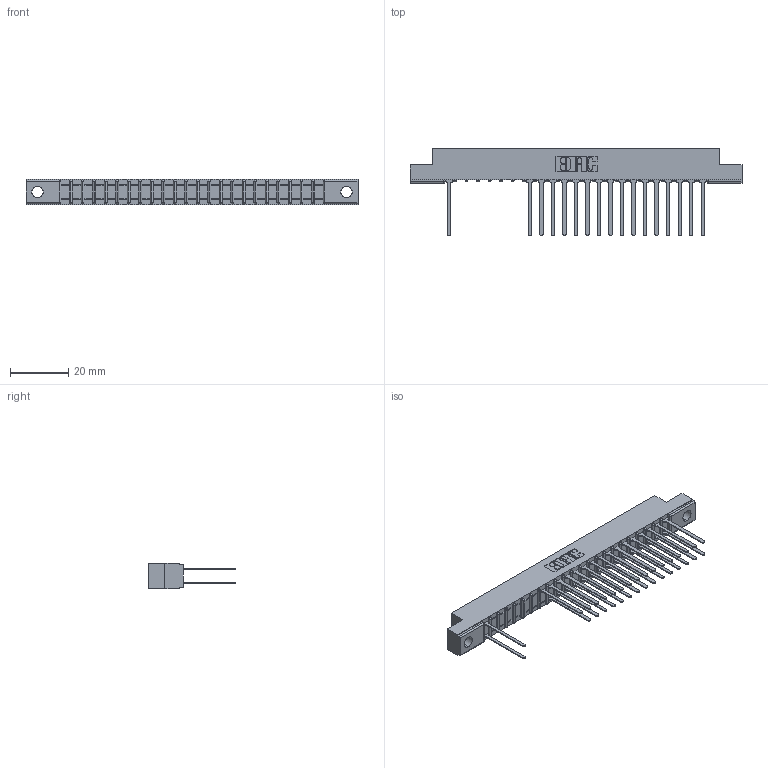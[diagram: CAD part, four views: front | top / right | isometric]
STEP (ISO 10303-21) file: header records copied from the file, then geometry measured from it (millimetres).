
FILE_DESCRIPTION (( 'STEP AP203' ), '1' );
FILE_NAME ('307-046-540-202.STEP', '2018-08-06T03:03:54', ( '' ), ( '' ), 'SwSTEP 2.0', 'SolidWorks 2016', '' );
FILE_SCHEMA (( 'CONFIG_CONTROL_DESIGN' ));
Length unit declared in the file: inch
Products named in the file (3): 307 Part_.128 Dia Mounting Holes; 307-290-001_540; 307-046-540-202
Assembly tree (34 placements, depth 2):
  307-046-540-202
    307 Part_.128 Dia Mounting Holes
    307-290-001_540  x33
Bounding box: 114.15 x 30 x 8.71 mm (x, y, z)
Volume: 7394.5 mm3; surface area: 13016.8 mm2
Topology: 34 solids, 34 shells, 1790 faces, 5029 edges, 3242 vertices
Faces by surface type: plane 1171, cylinder 571, sphere 48
Entity records: 22350 total; most frequent: CARTESIAN_POINT 3714, ORIENTED_EDGE 3690, DIRECTION 3633, EDGE_CURVE 1845, LINE 1407, VECTOR 1407, VERTEX_POINT 1194, AXIS2_PLACEMENT_3D 1113
